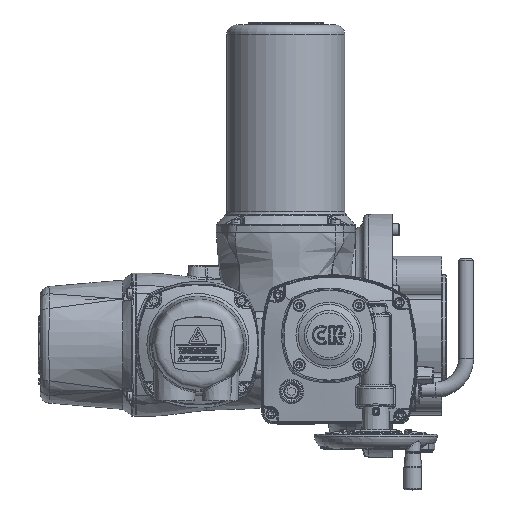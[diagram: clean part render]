
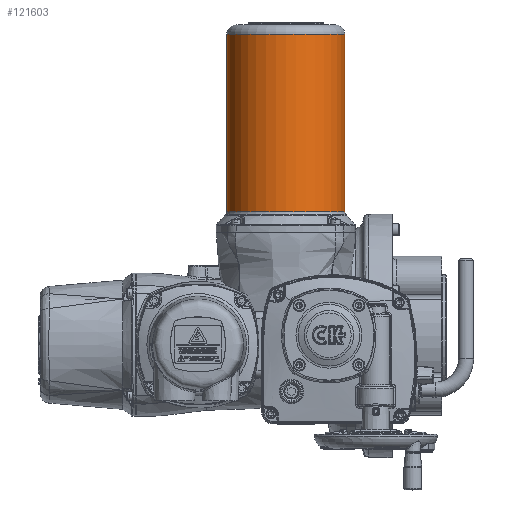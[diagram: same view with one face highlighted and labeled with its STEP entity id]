
A CAD part, top view. The second image highlights one B-rep face of the part: STEP entity #121603.
In plain terms, the highlighted cylindrical face has radius 63 mm (diameter 126 mm), a full revolution.
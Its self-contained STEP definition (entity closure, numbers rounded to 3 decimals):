
#3215=CYLINDRICAL_SURFACE('',#127469,63.);
#9776=B_SPLINE_CURVE_WITH_KNOTS('',3,(#257439,#257440,#257441,#257442,#257443,
#257444,#257445,#257446,#257447,#257448,#257449,#257450,#257451,#257452,
#257453,#257454,#257455,#257456,#257457,#257458,#257459,#257460,#257461,
#257462,#257463,#257464,#257465,#257466,#257467,#257468,#257469,#257470,
#257471,#257472,#257473,#257474),.UNSPECIFIED.,.T.,.F.,(1,1,1,1,1,1,1,1,
1,1,1,1,1,1,1,1,1,1,1,1,1,1,1,1,1,1,1,1,1,1,1,1,1,1,1,1,1,1,1,1),(-0.095,
-0.064,-0.033,0.,0.03,0.061,0.092,
0.123,0.155,0.186,0.217,0.233,
0.248,0.28,0.311,0.342,
0.373,0.405,0.436,0.467,
0.498,0.53,0.561,0.592,
0.623,0.655,0.686,0.717,
0.748,0.78,0.811,0.842,
0.873,0.905,0.936,0.967,
1.,1.03,1.061,1.092),.UNSPECIFIED.);
#41152=ORIENTED_EDGE('',*,*,#54134,.T.);
#41153=ORIENTED_EDGE('',*,*,#54135,.T.);
#41154=ORIENTED_EDGE('',*,*,#53936,.T.);
#53936=EDGE_CURVE('',#62225,#62225,#64847,.T.);
#54134=EDGE_CURVE('',#62347,#62347,#64895,.T.);
#54135=EDGE_CURVE('',#62348,#62348,#9776,.T.);
#62225=VERTEX_POINT('',#255358);
#62347=VERTEX_POINT('',#257438);
#62348=VERTEX_POINT('',#257475);
#64847=CIRCLE('',#127381,63.);
#64895=CIRCLE('',#127470,63.);
#70804=EDGE_LOOP('',(#41152));
#70805=EDGE_LOOP('',(#41153));
#70806=EDGE_LOOP('',(#41154));
#76896=FACE_BOUND('',#70804,.T.);
#76897=FACE_BOUND('',#70805,.T.);
#76898=FACE_BOUND('',#70806,.T.);
#121603=ADVANCED_FACE('',(#76896,#76897,#76898),#3215,.T.);
#127381=AXIS2_PLACEMENT_3D('',#255357,#142289,#142290);
#127469=AXIS2_PLACEMENT_3D('',#257436,#142497,#142498);
#127470=AXIS2_PLACEMENT_3D('',#257437,#142499,#142500);
#142289=DIRECTION('',(0.,1.,0.));
#142290=DIRECTION('',(-1.,0.,0.));
#142497=DIRECTION('',(0.,1.,0.));
#142498=DIRECTION('',(-1.,0.,0.));
#142499=DIRECTION('',(0.,-1.,0.));
#142500=DIRECTION('',(1.,0.,0.));
#255357=CARTESIAN_POINT('',(-46.,132.002,0.));
#255358=CARTESIAN_POINT('',(-109.,132.002,0.));
#257436=CARTESIAN_POINT('',(-46.,63.9,0.));
#257437=CARTESIAN_POINT('',(-46.,321.4,0.));
#257438=CARTESIAN_POINT('',(17.,321.4,0.));
#257439=CARTESIAN_POINT('',(-30.168,197.846,-60.981));
#257440=CARTESIAN_POINT('',(-29.472,201.191,-60.794));
#257441=CARTESIAN_POINT('',(-29.391,204.593,-60.771));
#257442=CARTESIAN_POINT('',(-29.882,207.898,-60.905));
#257443=CARTESIAN_POINT('',(-30.966,211.099,-61.185));
#257444=CARTESIAN_POINT('',(-32.625,214.062,-61.574));
#257445=CARTESIAN_POINT('',(-34.779,216.629,-62.009));
#257446=CARTESIAN_POINT('',(-37.434,218.752,-62.437));
#257447=CARTESIAN_POINT('',(-39.922,220.018,-62.722));
#257448=CARTESIAN_POINT('',(-42.098,220.713,-62.886));
#257449=CARTESIAN_POINT('',(-44.28,221.158,-62.994));
#257450=CARTESIAN_POINT('',(-47.139,221.265,-63.02));
#257451=CARTESIAN_POINT('',(-50.457,220.653,-62.87));
#257452=CARTESIAN_POINT('',(-53.601,219.331,-62.564));
#257453=CARTESIAN_POINT('',(-56.369,217.408,-62.159));
#257454=CARTESIAN_POINT('',(-58.7,214.974,-61.719));
#257455=CARTESIAN_POINT('',(-60.538,212.132,-61.307));
#257456=CARTESIAN_POINT('',(-61.817,208.996,-60.985));
#257457=CARTESIAN_POINT('',(-62.519,205.669,-60.796));
#257458=CARTESIAN_POINT('',(-62.618,202.274,-60.769));
#257459=CARTESIAN_POINT('',(-62.121,198.913,-60.904));
#257460=CARTESIAN_POINT('',(-61.034,195.706,-61.185));
#257461=CARTESIAN_POINT('',(-59.387,192.754,-61.572));
#257462=CARTESIAN_POINT('',(-57.219,190.172,-62.009));
#257463=CARTESIAN_POINT('',(-54.584,188.058,-62.434));
#257464=CARTESIAN_POINT('',(-51.568,186.525,-62.781));
#257465=CARTESIAN_POINT('',(-48.272,185.662,-62.989));
#257466=CARTESIAN_POINT('',(-44.891,185.532,-63.021));
#257467=CARTESIAN_POINT('',(-41.526,186.152,-62.869));
#257468=CARTESIAN_POINT('',(-38.408,187.464,-62.564));
#257469=CARTESIAN_POINT('',(-35.635,189.388,-62.16));
#257470=CARTESIAN_POINT('',(-33.293,191.832,-61.717));
#257471=CARTESIAN_POINT('',(-31.471,194.654,-61.308));
#257472=CARTESIAN_POINT('',(-30.168,197.846,-60.981));
#257473=CARTESIAN_POINT('',(-29.472,201.191,-60.794));
#257474=CARTESIAN_POINT('',(-29.391,204.593,-60.771));
#257475=CARTESIAN_POINT('',(-29.562,201.317,-60.818));
